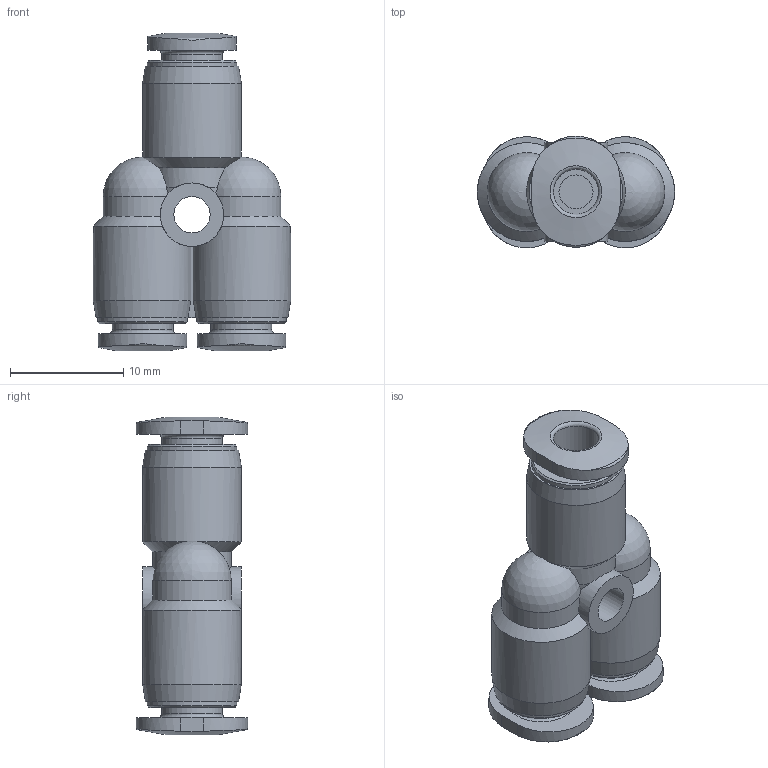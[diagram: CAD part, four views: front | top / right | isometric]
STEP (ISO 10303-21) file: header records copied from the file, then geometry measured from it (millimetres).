
FILE_DESCRIPTION(/* description */ ('STEP AP214'),/* implementation_level */ '2;1');
FILE_NAME(/* name */ '572300_QBMY-5_32T-U',/* time_stamp */ '2024-09-14T03:44:44+02:00',/* author */ ('License CC BY-ND 4.0'),/* organization */ ('CADENAS'),/* preprocessor_version */ 'ST-DEVELOPER v19.3',/* originating_system */ 'PARTsolutions',/* authorisation */ ' ');
FILE_SCHEMA (('AUTOMOTIVE_DESIGN {1 0 10303 214 3 1 1}'));
Length unit declared in the file: millimetre
Products named in the file (1): 572300 QBMY-5/32T-U
Bounding box: 17.4 x 9.8 x 28 mm (x, y, z)
Volume: 1881.9 mm3; surface area: 2043.1 mm2
Topology: 1 solids, 1 shells, 83 faces, 206 edges, 135 vertices
Faces by surface type: cylinder 28, plane 24, cone 13, torus 12, sphere 6
Full cylindrical faces by diameter (mm): 3 x3, 3.2 x1, 3.969 x3, 5.369 x3, 5.6 x2, 7.9 x3, 8.7 x1
Entity records: 2924 total; most frequent: CARTESIAN_POINT 586, DIRECTION 342, ORIENTED_EDGE 330, EDGE_CURVE 165, AXIS2_PLACEMENT_3D 159, EDGE_LOOP 126, FACE_BOUND 126, VERTEX_POINT 125
